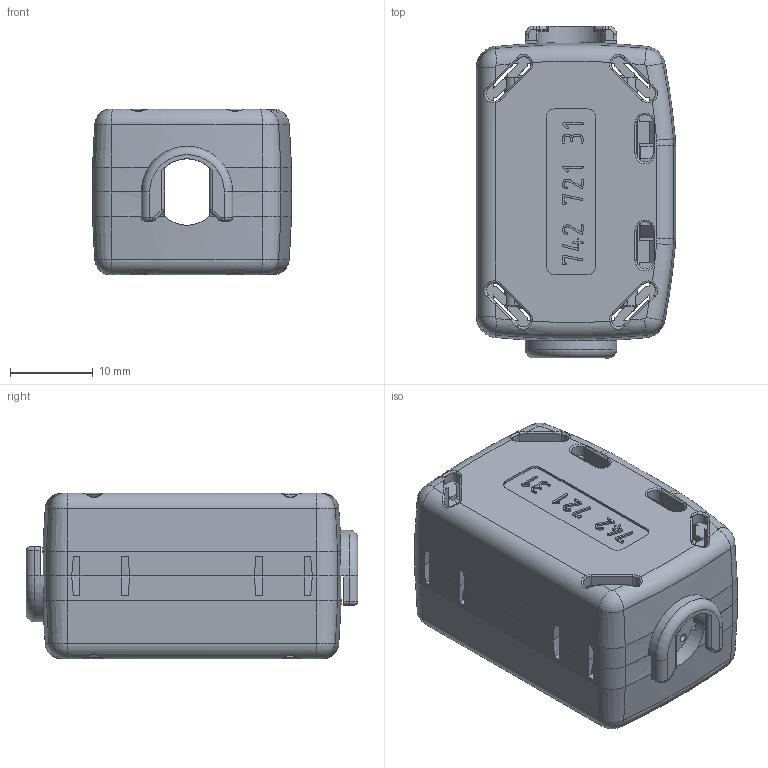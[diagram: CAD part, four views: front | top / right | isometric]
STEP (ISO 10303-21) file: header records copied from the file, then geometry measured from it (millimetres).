
FILE_DESCRIPTION(/* description */ (''),/* implementation_level */ '2;1');
FILE_NAME(/* name */ '74272131',/* time_stamp */ '2018-07-16T13:43:57+02:00',/* author */ ('WJ'),/* organization */ ('WÃ¼rth Elektronik eiSos GmbH & Co. KG'),/* preprocessor_version */ 'ST-DEVELOPER v16.7',/* originating_system */ 'DEX',/* authorisation */ $);
FILE_SCHEMA (('AUTOMOTIVE_DESIGN {1 0 10303 214 3 1 1}'));
Length unit declared in the file: millimetre
Products named in the file (4): 74272131; X-74272131_1; 742 7213C; X-74272131_2
Assembly tree (4 placements, depth 2):
  74272131
    X-74272131_1
    742 7213C  x2
    X-74272131_2
Bounding box: 24 x 40 x 20 mm (x, y, z)
Volume: 10759.8 mm3; surface area: 11689.5 mm2
Topology: 4 solids, 4 shells, 1538 faces, 4235 edges, 2744 vertices
Faces by surface type: plane 1006, cylinder 215, bspline 213, torus 56, cone 42, sphere 6
Full cylindrical faces by diameter (mm): 3 x2, 4.289 x1, 4.75 x1
Entity records: 53396 total; most frequent: CARTESIAN_POINT 16439, ORIENTED_EDGE 8296, DIRECTION 6839, EDGE_CURVE 4148, LINE 3013, VECTOR 3013, VERTEX_POINT 2695, AXIS2_PLACEMENT_3D 1913
